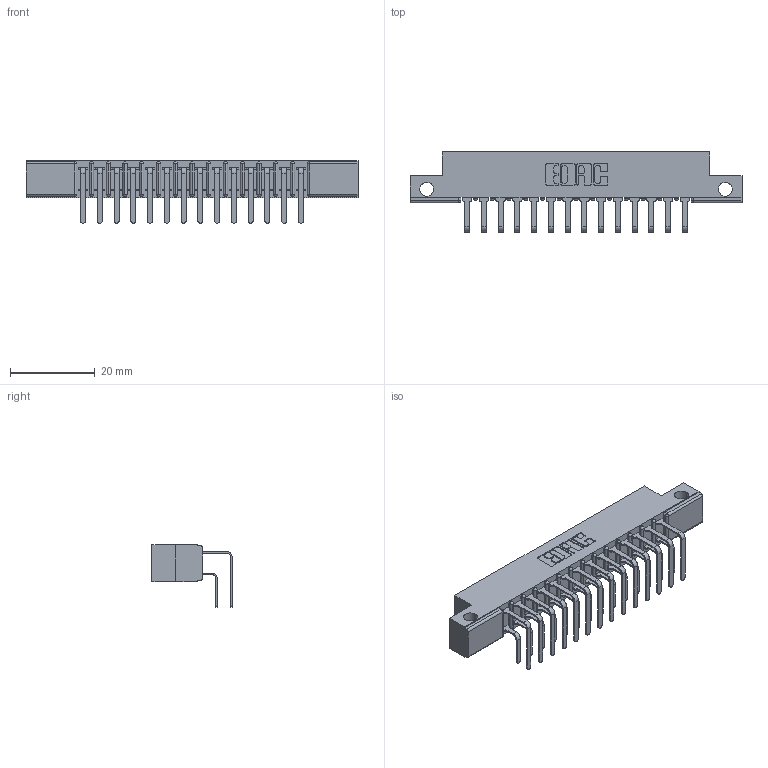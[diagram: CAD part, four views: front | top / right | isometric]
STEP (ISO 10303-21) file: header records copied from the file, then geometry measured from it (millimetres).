
FILE_DESCRIPTION (( 'STEP AP203' ), '1' );
FILE_NAME ('307-028-558-212.STEP', '2019-09-06T00:07:36', ( '' ), ( '' ), 'SwSTEP 2.0', 'SolidWorks 2016', '' );
FILE_SCHEMA (( 'CONFIG_CONTROL_DESIGN' ));
Length unit declared in the file: inch
Products named in the file (4): 307-290-001_558 559 - 1 (Single); 307 Part_.128 Dia Side Mounting Holes; 307-028-558-212; 307-290-001_558 - 2 (Single)
Assembly tree (29 placements, depth 2):
  307-028-558-212
    307 Part_.128 Dia Side Mounting Holes
    307-290-001_558 559 - 1 (Single)  x14
    307-290-001_558 - 2 (Single)  x14
Bounding box: 78.49 x 18.96 x 14.81 mm (x, y, z)
Volume: 5183 mm3; surface area: 9297.7 mm2
Topology: 29 solids, 29 shells, 1533 faces, 4299 edges, 2786 vertices
Faces by surface type: plane 994, cylinder 509, sphere 30
Entity records: 17351 total; most frequent: CARTESIAN_POINT 2848, ORIENTED_EDGE 2818, DIRECTION 2801, EDGE_CURVE 1409, VECTOR 1067, LINE 1067, VERTEX_POINT 914, AXIS2_PLACEMENT_3D 867
